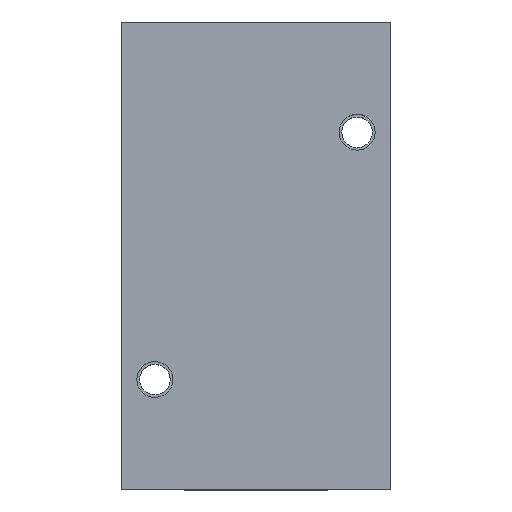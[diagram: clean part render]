
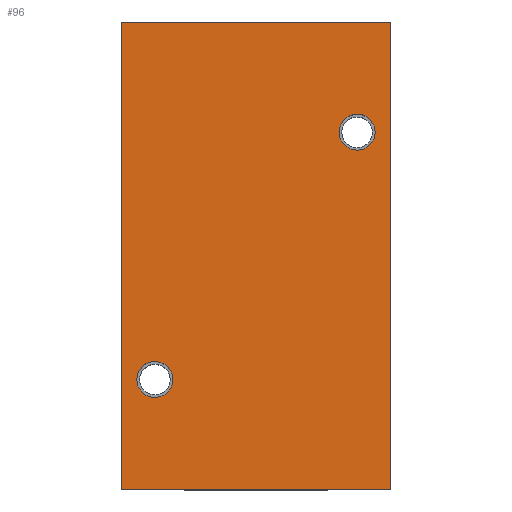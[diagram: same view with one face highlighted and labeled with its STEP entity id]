
A CAD part, top view. The second image highlights one B-rep face of the part: STEP entity #96.
In plain terms, the highlighted planar face has unit normal (0, 0, 1).
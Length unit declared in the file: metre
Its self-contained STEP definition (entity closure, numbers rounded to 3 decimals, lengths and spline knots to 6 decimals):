
#96 = ADVANCED_FACE( '', ( #203, #204, #205 ), #206, .T. );
#203 = FACE_BOUND( '', #306, .T. );
#204 = FACE_BOUND( '', #307, .T. );
#205 = FACE_OUTER_BOUND( '', #308, .T. );
#206 = PLANE( '', #309 );
#306 = EDGE_LOOP( '', ( #507 ) );
#307 = EDGE_LOOP( '', ( #508 ) );
#308 = EDGE_LOOP( '', ( #509, #510, #511, #512 ) );
#309 = AXIS2_PLACEMENT_3D( '', #513, #514, #515 );
#507 = ORIENTED_EDGE( '', *, *, #608, .T. );
#508 = ORIENTED_EDGE( '', *, *, #589, .T. );
#509 = ORIENTED_EDGE( '', *, *, #584, .F. );
#510 = ORIENTED_EDGE( '', *, *, #613, .F. );
#511 = ORIENTED_EDGE( '', *, *, #580, .T. );
#512 = ORIENTED_EDGE( '', *, *, #592, .T. );
#513 = CARTESIAN_POINT( '', ( -0.03, -0.052, 0.03 ) );
#514 = DIRECTION( '', ( 0., 0., 1. ) );
#515 = DIRECTION( '', ( 1., 0., 0. ) );
#580 = EDGE_CURVE( '', #693, #691, #694, .T. );
#584 = EDGE_CURVE( '', #697, #699, #700, .T. );
#589 = EDGE_CURVE( '', #706, #706, #707, .T. );
#592 = EDGE_CURVE( '', #691, #699, #710, .T. );
#608 = EDGE_CURVE( '', #730, #730, #731, .T. );
#613 = EDGE_CURVE( '', #693, #697, #737, .T. );
#691 = VERTEX_POINT( '', #839 );
#693 = VERTEX_POINT( '', #842 );
#694 = LINE( '', #843, #844 );
#697 = VERTEX_POINT( '', #848 );
#699 = VERTEX_POINT( '', #851 );
#700 = LINE( '', #852, #853 );
#706 = VERTEX_POINT( '', #861 );
#707 = CIRCLE( '', #862, 0.004 );
#710 = LINE( '', #866, #867 );
#730 = VERTEX_POINT( '', #891 );
#731 = CIRCLE( '', #892, 0.004 );
#737 = LINE( '', #949, #950 );
#839 = CARTESIAN_POINT( '', ( 0.03, -0.052, 0.03 ) );
#842 = CARTESIAN_POINT( '', ( -0.03, -0.052, 0.03 ) );
#843 = CARTESIAN_POINT( '', ( -0.03, -0.052, 0.03 ) );
#844 = VECTOR( '', #1011, 1. );
#848 = CARTESIAN_POINT( '', ( -0.03, 0.052, 0.03 ) );
#851 = CARTESIAN_POINT( '', ( 0.03, 0.052, 0.03 ) );
#852 = CARTESIAN_POINT( '', ( -0.03, 0.052, 0.03 ) );
#853 = VECTOR( '', #1014, 1. );
#861 = CARTESIAN_POINT( '', ( 0.0225, 0.0235, 0.03 ) );
#862 = AXIS2_PLACEMENT_3D( '', #1020, #1021, #1022 );
#866 = CARTESIAN_POINT( '', ( 0.03, -0.052, 0.03 ) );
#867 = VECTOR( '', #1024, 1. );
#891 = CARTESIAN_POINT( '', ( -0.0225, -0.0315, 0.03 ) );
#892 = AXIS2_PLACEMENT_3D( '', #1038, #1039, #1040 );
#949 = CARTESIAN_POINT( '', ( -0.03, -0.052, 0.03 ) );
#950 = VECTOR( '', #1041, 1. );
#1011 = DIRECTION( '', ( 1., 0., 0. ) );
#1014 = DIRECTION( '', ( 1., 0., 0. ) );
#1020 = CARTESIAN_POINT( '', ( 0.0225, 0.0275, 0.03 ) );
#1021 = DIRECTION( '', ( 0., 0., -1. ) );
#1022 = DIRECTION( '', ( 0., -1., 0. ) );
#1024 = DIRECTION( '', ( 0., 1., 0. ) );
#1038 = CARTESIAN_POINT( '', ( -0.0225, -0.0275, 0.03 ) );
#1039 = DIRECTION( '', ( 0., 0., -1. ) );
#1040 = DIRECTION( '', ( 0., -1., 0. ) );
#1041 = DIRECTION( '', ( 0., 1., 0. ) );
